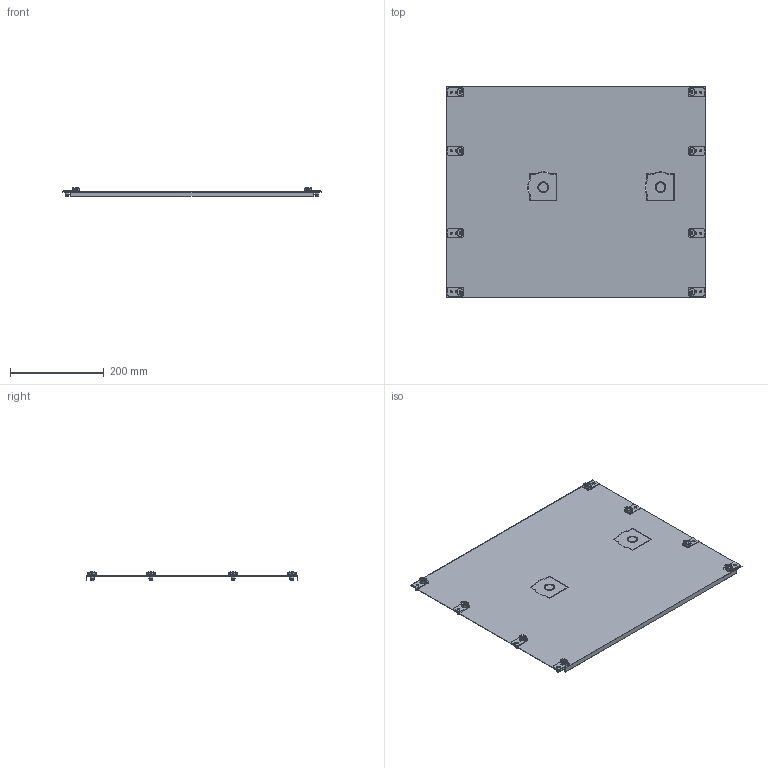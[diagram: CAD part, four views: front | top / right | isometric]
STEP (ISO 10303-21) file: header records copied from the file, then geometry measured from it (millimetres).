
FILE_DESCRIPTION((''),'2;1');
FILE_NAME('2_2_-_3_F_ASM','2023-01-25T12:06:46',('klemen.sitar'),('Audax d.o.o.'),'CREO PARAMETRIC BY PTC INC, 2021304','CREO PARAMETRIC BY PTC INC, 2021304','');
FILE_SCHEMA(('AP242_MANAGED_MODEL_BASED_3D_ENGINEERING_MIM_LF { 1 0 10303 442 1 1 4 }'));
Products named in the file (27): PRT0002_1_1_1_1_1_1_1_1_1_1_1_2; PRT0002_1_1_1_1_1_1_2_1_1-176_2; PRT0003_1_1_1_1_1_1_2_1_1-196_2; BLACK_PIN_ASM_1_ASM_1_ASM_1_A_1_ASM; PRT0002_1_1_1_1_1_1_2_3_1_1_1_2; PRT0003_1_1_1_1_1_1_2_3_1_1_1_2; BLACK_PIN_ASM_1_ASM_1_ASM_1_A_4_ASM; PRT0002_1_1_1_1_2_3_1_1_1_1_1_1; PRT0003_1_1_1_1_1_1_2_3_4_5_1_3; 001101443_CP_1_3_F_ASM_1_ASM__1_ASM; PRT0002_1_1_1_1_1_1_1_1_1_1_1_4; 001340057_CP_1_4_3_PF_ASM_1_1_A_ASM; ASM0001_ASM_1_ASM_1_ASM; PRT0002_1_1_1_1_1_1_2_3_1_1_1_1; PRT0003_1_1_1_1_1_1_2_3_1_1_1_1; BLACK_PIN_ASM_1_ASM_1_ASM_1_A_2_ASM; PRT0002_1_1_1_1_1_1_2_1_1_-26_1; PRT0003_1_1_1_1_1_1_2_1_1_-46_1; BLACK_PIN_ASM_1_ASM_1_ASM_1_A_3_ASM; PRT0002_1_1_1_1_2_1_1_1_1_1_1_2; PRT0003_1_1_1_1_1_2_3_1_1_1_1_2; 001101443_CP_1_3_F_ASM_1_ASM__2_ASM; 2-3_F_ASM_1_ASM; PRT0002_1_1_1_1_1_1; T1_ASM_1_ASM; CP_S1-PART_ASM; 2_2_-_3_F_ASM
Assembly tree (29 placements, depth 5):
  2_2_-_3_F_ASM
    2-3_F_ASM_1_ASM
      PRT0002_1_1_1_1_1_1_1_1_1_1_1_2
      BLACK_PIN_ASM_1_ASM_1_ASM_1_A_1_ASM
        PRT0002_1_1_1_1_1_1_2_1_1-176_2
        PRT0003_1_1_1_1_1_1_2_1_1-196_2
      BLACK_PIN_ASM_1_ASM_1_ASM_1_A_4_ASM
        PRT0002_1_1_1_1_1_1_2_3_1_1_1_2
        PRT0003_1_1_1_1_1_1_2_3_1_1_1_2
      001101443_CP_1_3_F_ASM_1_ASM__1_ASM  x2
        PRT0002_1_1_1_1_2_3_1_1_1_1_1_1
        PRT0003_1_1_1_1_1_1_2_3_4_5_1_3
      ASM0001_ASM_1_ASM_1_ASM
        001340057_CP_1_4_3_PF_ASM_1_1_A_ASM
          PRT0002_1_1_1_1_1_1_1_1_1_1_1_4
      BLACK_PIN_ASM_1_ASM_1_ASM_1_A_2_ASM
        PRT0002_1_1_1_1_1_1_2_3_1_1_1_1
        PRT0003_1_1_1_1_1_1_2_3_1_1_1_1
      BLACK_PIN_ASM_1_ASM_1_ASM_1_A_3_ASM
        PRT0002_1_1_1_1_1_1_2_1_1_-26_1
        PRT0003_1_1_1_1_1_1_2_1_1_-46_1
      001101443_CP_1_3_F_ASM_1_ASM__2_ASM  x2
        PRT0002_1_1_1_1_2_1_1_1_1_1_1_2
        PRT0003_1_1_1_1_1_2_3_1_1_1_1_2
    CP_S1-PART_ASM  x2
      T1_ASM_1_ASM
        PRT0002_1_1_1_1_1_1
Bounding box: 550 x 450 x 18.6 mm (x, y, z)
Volume: 278282.6 mm3; surface area: 537715.5 mm2
Topology: 19 solids, 19 shells, 746 faces, 2408 edges, 1964 vertices
Faces by surface type: plane 470, cylinder 260, cone 16
Entity records: 50035 total; most frequent: PRESENTATION_LAYER_ASSIGNMENT 15929, CARTESIAN_POINT 4778, DIRECTION 3852, ORIENTED_EDGE 3272, PRESENTATION_STYLE_ASSIGNMENT 2055, STYLED_ITEM 2055, CURVE_STYLE 1964, EDGE_CURVE 1636
